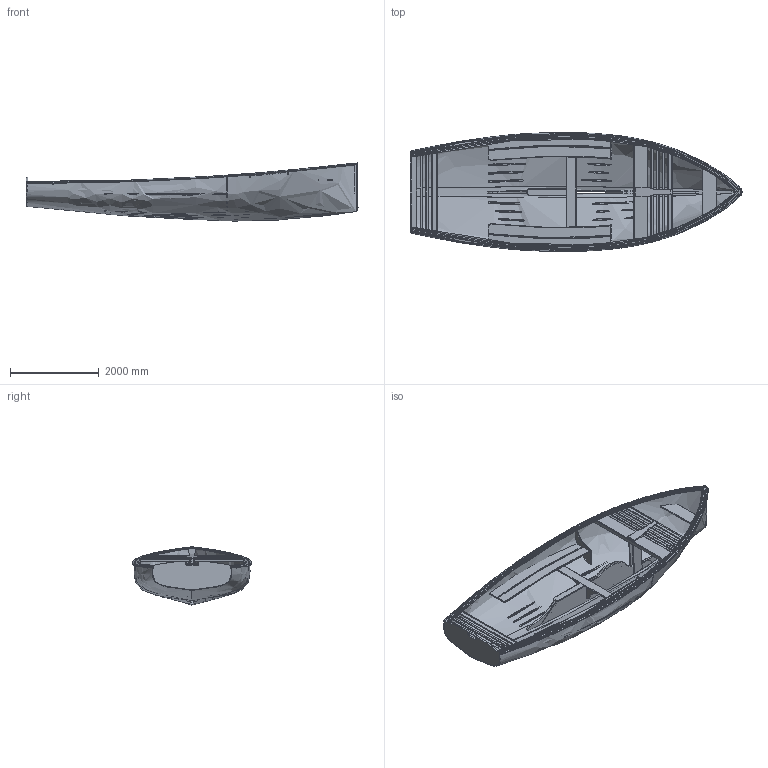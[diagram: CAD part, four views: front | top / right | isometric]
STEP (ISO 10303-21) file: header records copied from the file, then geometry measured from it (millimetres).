
FILE_DESCRIPTION(('FreeCAD Model'),'2;1');
FILE_NAME('Open CASCADE Shape Model','2025-05-05T03:44:52',('FreeCAD'),( 'FreeCAD'),'Open CASCADE STEP processor 7.6','FreeCAD','Unknown');
FILE_SCHEMA(('AUTOMOTIVE_DESIGN { 1 0 10303 214 1 1 1 1 }'));
Products named in the file (1): Open CASCADE STEP translator 7.6 1
Bounding box: 7488.93 x 2686.17 x 1309 mm (x, y, z)
Volume: 713779485.4 mm3; surface area: 88796912.5 mm2
Topology: 52 solids, 52 shells, 690 faces, 1616 edges, 1029 vertices
Faces by surface type: bspline 690
Entity records: 80440 total; most frequent: CARTESIAN_POINT 70523, ORIENTED_EDGE 3232, EDGE_CURVE 1616, B_SPLINE_CURVE_WITH_KNOTS 1378, VERTEX_POINT 1029, FACE_BOUND 693, EDGE_LOOP 693, ADVANCED_FACE 690
